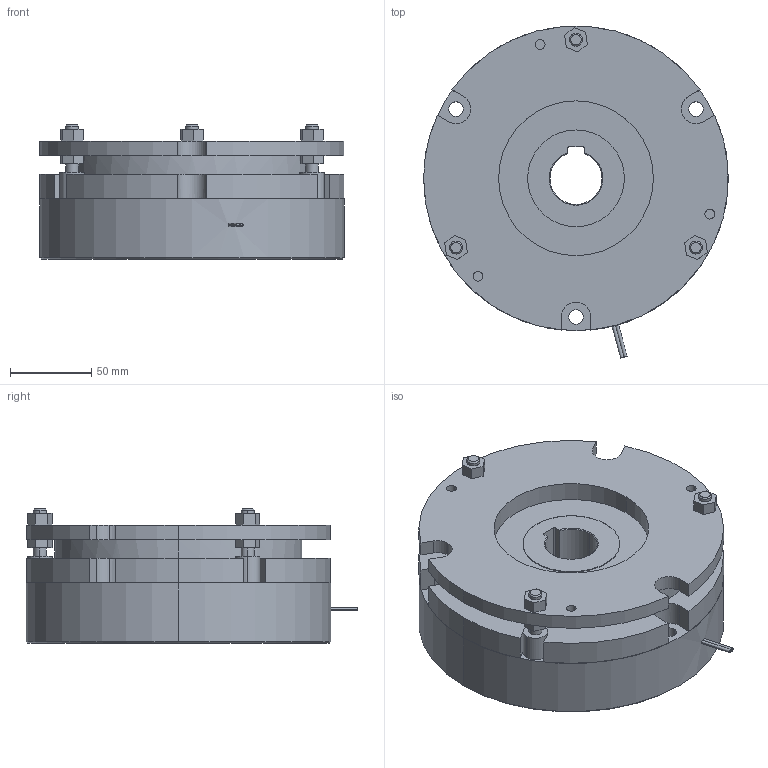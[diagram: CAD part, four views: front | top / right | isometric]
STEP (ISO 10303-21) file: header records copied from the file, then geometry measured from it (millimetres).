
FILE_DESCRIPTION (( 'STEP AP203' ), '1' );
FILE_NAME ('SNB 10G-N_23772700.STEP', '2016-06-03T02:38:46', ( ' ' ), ( '' ), 'SwSTEP 2.0', 'SolidWorks 2009', '' );
FILE_SCHEMA (( 'CONFIG_CONTROL_DESIGN' ));
Length unit declared in the file: millimetre
Products named in the file (1): SNB 10G-N_23772700
Bounding box: 187 x 203.68 x 82.5 mm (x, y, z)
Volume: 1636628.1 mm3; surface area: 201825.2 mm2
Topology: 1 solids, 4 shells, 204 faces, 503 edges, 325 vertices
Faces by surface type: plane 94, cylinder 92, cone 14, torus 4
Entity records: 6238 total; most frequent: DIRECTION 1117, CARTESIAN_POINT 1105, ORIENTED_EDGE 998, EDGE_CURVE 499, AXIS2_PLACEMENT_3D 421, VERTEX_POINT 325, LINE 275, VECTOR 275
